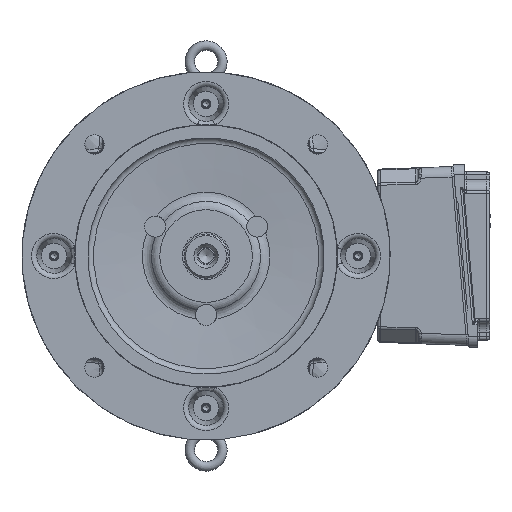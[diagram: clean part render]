
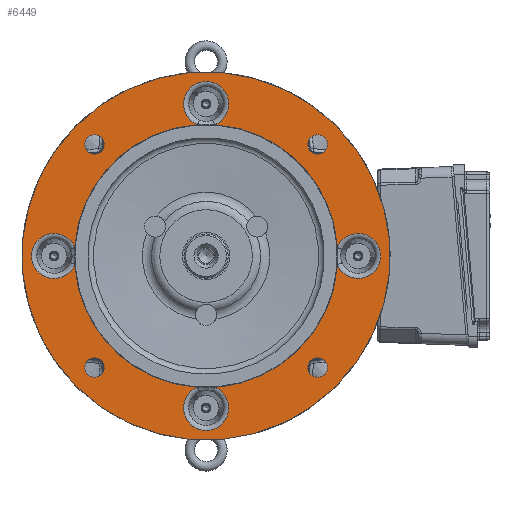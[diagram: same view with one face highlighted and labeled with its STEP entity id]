
A CAD part, left-side view. The second image highlights one B-rep face of the part: STEP entity #6449.
In plain terms, the highlighted planar face has unit normal (-1, 0, 0).
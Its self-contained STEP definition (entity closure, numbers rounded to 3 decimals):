
#6449 = ADVANCED_FACE( '', ( #14281, #14282, #14283, #14284, #14285, #14286 ), #14287, .T. );
#14281 = FACE_BOUND( '', #77312, .T. );
#14282 = FACE_BOUND( '', #77313, .T. );
#14283 = FACE_BOUND( '', #77314, .T. );
#14284 = FACE_BOUND( '', #77315, .T. );
#14285 = FACE_OUTER_BOUND( '', #77316, .T. );
#14286 = FACE_BOUND( '', #77317, .T. );
#14287 = PLANE( '', #77318 );
#77312 = EDGE_LOOP( '', ( #138807 ) );
#77313 = EDGE_LOOP( '', ( #138808 ) );
#77314 = EDGE_LOOP( '', ( #138809 ) );
#77315 = EDGE_LOOP( '', ( #138810 ) );
#77316 = EDGE_LOOP( '', ( #138811 ) );
#77317 = EDGE_LOOP( '', ( #138812, #138813, #138814, #138815, #138816, #138817, #138818, #138819 ) );
#77318 = AXIS2_PLACEMENT_3D( '', #138820, #138821, #138822 );
#138807 = ORIENTED_EDGE( '', *, *, #151178, .T. );
#138808 = ORIENTED_EDGE( '', *, *, #153670, .T. );
#138809 = ORIENTED_EDGE( '', *, *, #155324, .T. );
#138810 = ORIENTED_EDGE( '', *, *, #151755, .T. );
#138811 = ORIENTED_EDGE( '', *, *, #148305, .T. );
#138812 = ORIENTED_EDGE( '', *, *, #152788, .F. );
#138813 = ORIENTED_EDGE( '', *, *, #149045, .T. );
#138814 = ORIENTED_EDGE( '', *, *, #152786, .F. );
#138815 = ORIENTED_EDGE( '', *, *, #150141, .T. );
#138816 = ORIENTED_EDGE( '', *, *, #152784, .F. );
#138817 = ORIENTED_EDGE( '', *, *, #155325, .T. );
#138818 = ORIENTED_EDGE( '', *, *, #152790, .F. );
#138819 = ORIENTED_EDGE( '', *, *, #155326, .T. );
#138820 = CARTESIAN_POINT( '', ( -213., -120.741, 32.352 ) );
#138821 = DIRECTION( '', ( -1., 0., 0. ) );
#138822 = DIRECTION( '', ( 0., -0.259, -0.966 ) );
#148305 = EDGE_CURVE( '', #158446, #158446, #158447, .T. );
#149045 = EDGE_CURVE( '', #159744, #159749, #159751, .T. );
#150141 = EDGE_CURVE( '', #161586, #161591, #161593, .T. );
#151178 = EDGE_CURVE( '', #163232, #163232, #163233, .T. );
#151755 = EDGE_CURVE( '', #164109, #164109, #164110, .T. );
#152784 = EDGE_CURVE( '', #165630, #161591, #165632, .T. );
#152786 = EDGE_CURVE( '', #161586, #159749, #165634, .T. );
#152788 = EDGE_CURVE( '', #159744, #165636, #165637, .T. );
#152790 = EDGE_CURVE( '', #165638, #165629, #165640, .T. );
#153670 = EDGE_CURVE( '', #166876, #166876, #166877, .T. );
#155324 = EDGE_CURVE( '', #169006, #169006, #169007, .T. );
#155325 = EDGE_CURVE( '', #165630, #165629, #169008, .T. );
#155326 = EDGE_CURVE( '', #165638, #165636, #169009, .T. );
#158446 = VERTEX_POINT( '', #174282 );
#158447 = CIRCLE( '', #174283, 175. );
#159744 = VERTEX_POINT( '', #179810 );
#159749 = VERTEX_POINT( '', #179824 );
#159751 = CIRCLE( '', #179835, 21.397 );
#161586 = VERTEX_POINT( '', #186795 );
#161591 = VERTEX_POINT( '', #186809 );
#161593 = CIRCLE( '', #186820, 21.397 );
#163232 = VERTEX_POINT( '', #193569 );
#163233 = CIRCLE( '', #193570, 9.25 );
#164109 = VERTEX_POINT( '', #197141 );
#164110 = CIRCLE( '', #197142, 9.25 );
#165629 = VERTEX_POINT( '', #203202 );
#165630 = VERTEX_POINT( '', #203203 );
#165632 = CIRCLE( '', #203205, 125. );
#165634 = CIRCLE( '', #203207, 125. );
#165636 = VERTEX_POINT( '', #203209 );
#165637 = CIRCLE( '', #203210, 125. );
#165638 = VERTEX_POINT( '', #203211 );
#165640 = CIRCLE( '', #203213, 125. );
#166876 = VERTEX_POINT( '', #208182 );
#166877 = CIRCLE( '', #208183, 9.25 );
#169006 = VERTEX_POINT( '', #217679 );
#169007 = CIRCLE( '', #217680, 9.25 );
#169008 = CIRCLE( '', #217681, 21.397 );
#169009 = CIRCLE( '', #217682, 21.397 );
#174282 = CARTESIAN_POINT( '', ( -213., -45.293, -169.037 ) );
#174283 = AXIS2_PLACEMENT_3D( '', #227576, #227577, #227578 );
#179810 = CARTESIAN_POINT( '', ( -213., 124.732, -8.188 ) );
#179824 = CARTESIAN_POINT( '', ( -213., 124.732, 8.188 ) );
#179835 = AXIS2_PLACEMENT_3D( '', #228071, #228072, #228073 );
#186795 = CARTESIAN_POINT( '', ( -213., 8.188, 124.732 ) );
#186809 = CARTESIAN_POINT( '', ( -213., -8.188, 124.732 ) );
#186820 = AXIS2_PLACEMENT_3D( '', #228918, #228919, #228920 );
#193569 = CARTESIAN_POINT( '', ( -213., -97.131, 103.672 ) );
#193570 = AXIS2_PLACEMENT_3D( '', #229634, #229635, #229636 );
#197141 = CARTESIAN_POINT( '', ( -213., -103.672, -97.131 ) );
#197142 = AXIS2_PLACEMENT_3D( '', #230066, #230067, #230068 );
#203202 = CARTESIAN_POINT( '', ( -213., -124.732, -8.188 ) );
#203203 = CARTESIAN_POINT( '', ( -213., -124.732, 8.188 ) );
#203205 = AXIS2_PLACEMENT_3D( '', #230896, #230897, #230898 );
#203207 = AXIS2_PLACEMENT_3D( '', #230902, #230903, #230904 );
#203209 = CARTESIAN_POINT( '', ( -213., 8.188, -124.732 ) );
#203210 = AXIS2_PLACEMENT_3D( '', #230908, #230909, #230910 );
#203211 = CARTESIAN_POINT( '', ( -213., -8.188, -124.732 ) );
#203213 = AXIS2_PLACEMENT_3D( '', #230914, #230915, #230916 );
#208182 = CARTESIAN_POINT( '', ( -213., 103.672, 97.131 ) );
#208183 = AXIS2_PLACEMENT_3D( '', #231611, #231612, #231613 );
#217679 = CARTESIAN_POINT( '', ( -213., 97.131, -103.672 ) );
#217680 = AXIS2_PLACEMENT_3D( '', #232662, #232663, #232664 );
#217681 = AXIS2_PLACEMENT_3D( '', #232665, #232666, #232667 );
#217682 = AXIS2_PLACEMENT_3D( '', #232668, #232669, #232670 );
#227576 = CARTESIAN_POINT( '', ( -213., 0., 0. ) );
#227577 = DIRECTION( '', ( -1., 0., 0. ) );
#227578 = DIRECTION( '', ( 0., -0.259, -0.966 ) );
#228071 = CARTESIAN_POINT( '', ( -213., 144.5, 0. ) );
#228072 = DIRECTION( '', ( 1., 0., 0. ) );
#228073 = DIRECTION( '', ( 0., -0.259, -0.966 ) );
#228918 = CARTESIAN_POINT( '', ( -213., 0., 144.5 ) );
#228919 = DIRECTION( '', ( 1., 0., 0. ) );
#228920 = DIRECTION( '', ( 0., -0.259, -0.966 ) );
#229634 = CARTESIAN_POINT( '', ( -213., -106.066, 106.066 ) );
#229635 = DIRECTION( '', ( 1., 0., 0. ) );
#229636 = DIRECTION( '', ( 0., 0.966, -0.259 ) );
#230066 = CARTESIAN_POINT( '', ( -213., -106.066, -106.066 ) );
#230067 = DIRECTION( '', ( 1., 0., 0. ) );
#230068 = DIRECTION( '', ( 0., 0.259, 0.966 ) );
#230896 = CARTESIAN_POINT( '', ( -213., 0., 0. ) );
#230897 = DIRECTION( '', ( -1., 0., 0. ) );
#230898 = DIRECTION( '', ( 0., -0.259, -0.966 ) );
#230902 = CARTESIAN_POINT( '', ( -213., 0., 0. ) );
#230903 = DIRECTION( '', ( -1., 0., 0. ) );
#230904 = DIRECTION( '', ( 0., -0.259, -0.966 ) );
#230908 = CARTESIAN_POINT( '', ( -213., 0., 0. ) );
#230909 = DIRECTION( '', ( -1., 0., 0. ) );
#230910 = DIRECTION( '', ( 0., -0.259, -0.966 ) );
#230914 = CARTESIAN_POINT( '', ( -213., 0., 0. ) );
#230915 = DIRECTION( '', ( -1., 0., 0. ) );
#230916 = DIRECTION( '', ( 0., -0.259, -0.966 ) );
#231611 = CARTESIAN_POINT( '', ( -213., 106.066, 106.066 ) );
#231612 = DIRECTION( '', ( 1., 0., 0. ) );
#231613 = DIRECTION( '', ( 0., -0.259, -0.966 ) );
#232662 = CARTESIAN_POINT( '', ( -213., 106.066, -106.066 ) );
#232663 = DIRECTION( '', ( 1., 0., 0. ) );
#232664 = DIRECTION( '', ( 0., -0.966, 0.259 ) );
#232665 = CARTESIAN_POINT( '', ( -213., -144.5, 0. ) );
#232666 = DIRECTION( '', ( 1., 0., 0. ) );
#232667 = DIRECTION( '', ( 0., -0.259, -0.966 ) );
#232668 = CARTESIAN_POINT( '', ( -213., 0., -144.5 ) );
#232669 = DIRECTION( '', ( 1., 0., 0. ) );
#232670 = DIRECTION( '', ( 0., -0.259, -0.966 ) );
